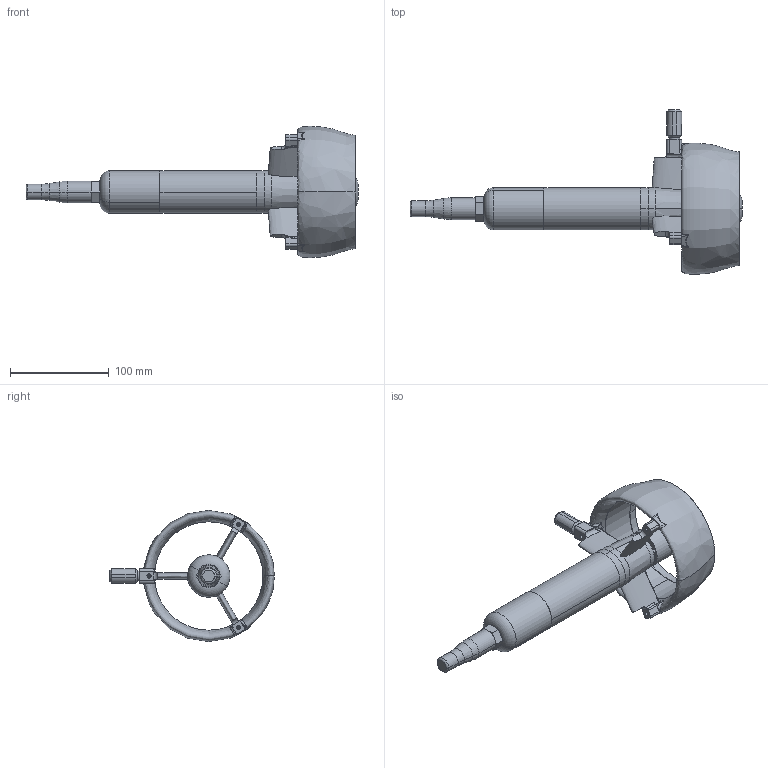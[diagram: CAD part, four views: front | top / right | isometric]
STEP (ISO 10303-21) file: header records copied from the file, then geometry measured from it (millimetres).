
FILE_DESCRIPTION (( 'STEP AP203' ), '1' );
FILE_NAME ('Truster Main Asm1.0.0.STEP', '2016-04-13T09:03:46', ( '' ), ( '' ), 'SwSTEP 2.0', 'SolidWorks 2015', '' );
FILE_SCHEMA (( 'CONFIG_CONTROL_DESIGN' ));
Length unit declared in the file: millimetre
Products named in the file (15): Electronic Cap Asm 1.0.0; Shaft Seal Asm 1.0.0; Motor Shell Asm 1.0.0; Rice Nozzel 1.0.0; Truster Main Asm1.0.0; Truster Propeler NEW; Prop Shaft Housing 1.0.0; Motor Asm 1.0.0; Nozzle Base Asm 1.0.0; Thruster Base 1.0.0; Motor Shell 1.0.0; Penetrator 1.0.0; Prop Shaft Bearing Asm 1.0.0; Nozzle Base 1.0.0; Electronic Cap 1.0.0_Rev2
Assembly tree (15 placements, depth 5):
  Truster Main Asm1.0.0
    Motor Asm 1.0.0
      Motor Shell Asm 1.0.0
        Motor Shell 1.0.0
    Shaft Seal Asm 1.0.0
      Prop Shaft Bearing Asm 1.0.0
        Nozzle Base Asm 1.0.0
          Prop Shaft Housing 1.0.0
          Nozzle Base 1.0.0  x2
          Thruster Base 1.0.0
      Rice Nozzel 1.0.0
      Truster Propeler NEW
    Electronic Cap Asm 1.0.0
      Electronic Cap 1.0.0_Rev2
      Penetrator 1.0.0
Bounding box: 337 x 167.18 x 133.32 mm (x, y, z)
Volume: 379689.6 mm3; surface area: 139266.8 mm2
Topology: 9 solids, 9 shells, 330 faces, 788 edges, 495 vertices
Faces by surface type: cylinder 126, plane 108, cone 39, bspline 31, torus 26
Entity records: 13816 total; most frequent: CARTESIAN_POINT 5223, DIRECTION 1495, ORIENTED_EDGE 1438, EDGE_CURVE 719, AXIS2_PLACEMENT_3D 619, VERTEX_POINT 453, EDGE_LOOP 348, CIRCLE 313
